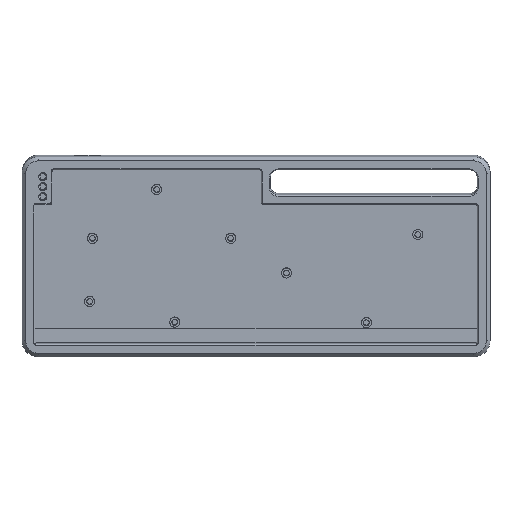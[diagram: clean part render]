
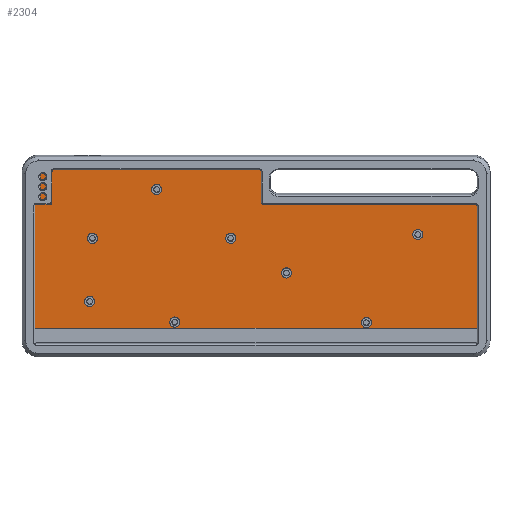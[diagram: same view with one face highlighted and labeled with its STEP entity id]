
A CAD part, top view. The second image highlights one B-rep face of the part: STEP entity #2304.
In plain terms, the highlighted planar face has unit normal (0, -0.052, 0.999).
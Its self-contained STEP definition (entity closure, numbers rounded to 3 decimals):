
#87=FACE_BOUND('',#436,.T.);
#88=FACE_BOUND('',#437,.T.);
#89=FACE_BOUND('',#438,.T.);
#90=FACE_BOUND('',#439,.T.);
#91=FACE_BOUND('',#440,.T.);
#92=FACE_BOUND('',#441,.T.);
#93=FACE_BOUND('',#442,.T.);
#94=FACE_BOUND('',#443,.T.);
#149=PLANE('',#2563);
#273=FACE_OUTER_BOUND('',#435,.T.);
#435=EDGE_LOOP('',(#1969,#1970,#1971,#1972,#1973,#1974,#1975,#1976,#1977,
#1978,#1979,#1980,#1981,#1982));
#436=EDGE_LOOP('',(#1983));
#437=EDGE_LOOP('',(#1984));
#438=EDGE_LOOP('',(#1985));
#439=EDGE_LOOP('',(#1986));
#440=EDGE_LOOP('',(#1987));
#441=EDGE_LOOP('',(#1988));
#442=EDGE_LOOP('',(#1989));
#443=EDGE_LOOP('',(#1990));
#531=LINE('',#3503,#731);
#538=LINE('',#3520,#738);
#542=LINE('',#3533,#742);
#543=LINE('',#3536,#743);
#549=LINE('',#3547,#749);
#614=LINE('',#3761,#814);
#627=LINE('',#3798,#827);
#634=LINE('',#3819,#834);
#636=LINE('',#3825,#836);
#637=LINE('',#3829,#837);
#731=VECTOR('',#2846,10.);
#738=VECTOR('',#2863,10.);
#742=VECTOR('',#2879,10.);
#743=VECTOR('',#2882,10.);
#749=VECTOR('',#2888,10.);
#814=VECTOR('',#3103,10.);
#827=VECTOR('',#3146,10.);
#834=VECTOR('',#3169,10.);
#836=VECTOR('',#3175,10.);
#837=VECTOR('',#3178,10.);
#896=CIRCLE('',#2387,2.75);
#898=CIRCLE('',#2391,2.75);
#900=CIRCLE('',#2395,2.75);
#902=CIRCLE('',#2399,2.75);
#904=CIRCLE('',#2403,2.75);
#906=CIRCLE('',#2407,2.75);
#908=CIRCLE('',#2411,2.75);
#910=CIRCLE('',#2415,2.75);
#969=CIRCLE('',#2540,1.);
#974=CIRCLE('',#2552,1.);
#975=CIRCLE('',#2564,1.);
#976=CIRCLE('',#2565,1.);
#997=VERTEX_POINT('',#3343);
#999=VERTEX_POINT('',#3350);
#1001=VERTEX_POINT('',#3357);
#1003=VERTEX_POINT('',#3364);
#1005=VERTEX_POINT('',#3371);
#1007=VERTEX_POINT('',#3378);
#1009=VERTEX_POINT('',#3385);
#1011=VERTEX_POINT('',#3392);
#1042=VERTEX_POINT('',#3489);
#1048=VERTEX_POINT('',#3501);
#1053=VERTEX_POINT('',#3519);
#1056=VERTEX_POINT('',#3531);
#1057=VERTEX_POINT('',#3535);
#1062=VERTEX_POINT('',#3545);
#1131=VERTEX_POINT('',#3758);
#1132=VERTEX_POINT('',#3760);
#1139=VERTEX_POINT('',#3790);
#1141=VERTEX_POINT('',#3796);
#1147=VERTEX_POINT('',#3817);
#1149=VERTEX_POINT('',#3824);
#1150=VERTEX_POINT('',#3826);
#1151=VERTEX_POINT('',#3828);
#1204=EDGE_CURVE('',#997,#997,#896,.T.);
#1207=EDGE_CURVE('',#999,#999,#898,.T.);
#1210=EDGE_CURVE('',#1001,#1001,#900,.T.);
#1213=EDGE_CURVE('',#1003,#1003,#902,.T.);
#1216=EDGE_CURVE('',#1005,#1005,#904,.T.);
#1219=EDGE_CURVE('',#1007,#1007,#906,.T.);
#1222=EDGE_CURVE('',#1009,#1009,#908,.T.);
#1225=EDGE_CURVE('',#1011,#1011,#910,.T.);
#1279=EDGE_CURVE('',#1042,#1048,#531,.T.);
#1287=EDGE_CURVE('',#1053,#1042,#538,.T.);
#1294=EDGE_CURVE('',#1056,#1048,#542,.T.);
#1295=EDGE_CURVE('',#1057,#1053,#543,.T.);
#1301=EDGE_CURVE('',#1056,#1062,#549,.T.);
#1406=EDGE_CURVE('',#1132,#1131,#614,.T.);
#1408=EDGE_CURVE('',#1131,#1057,#969,.T.);
#1422=EDGE_CURVE('',#1062,#1139,#974,.T.);
#1425=EDGE_CURVE('',#1139,#1141,#627,.T.);
#1435=EDGE_CURVE('',#1141,#1147,#634,.T.);
#1438=EDGE_CURVE('',#1147,#1149,#636,.T.);
#1439=EDGE_CURVE('',#1149,#1150,#975,.T.);
#1440=EDGE_CURVE('',#1150,#1151,#637,.T.);
#1441=EDGE_CURVE('',#1132,#1151,#976,.F.);
#1969=ORIENTED_EDGE('',*,*,#1279,.T.);
#1970=ORIENTED_EDGE('',*,*,#1294,.F.);
#1971=ORIENTED_EDGE('',*,*,#1301,.T.);
#1972=ORIENTED_EDGE('',*,*,#1422,.T.);
#1973=ORIENTED_EDGE('',*,*,#1425,.T.);
#1974=ORIENTED_EDGE('',*,*,#1435,.T.);
#1975=ORIENTED_EDGE('',*,*,#1438,.T.);
#1976=ORIENTED_EDGE('',*,*,#1439,.T.);
#1977=ORIENTED_EDGE('',*,*,#1440,.T.);
#1978=ORIENTED_EDGE('',*,*,#1441,.F.);
#1979=ORIENTED_EDGE('',*,*,#1406,.T.);
#1980=ORIENTED_EDGE('',*,*,#1408,.T.);
#1981=ORIENTED_EDGE('',*,*,#1295,.T.);
#1982=ORIENTED_EDGE('',*,*,#1287,.T.);
#1983=ORIENTED_EDGE('',*,*,#1204,.T.);
#1984=ORIENTED_EDGE('',*,*,#1207,.T.);
#1985=ORIENTED_EDGE('',*,*,#1210,.T.);
#1986=ORIENTED_EDGE('',*,*,#1213,.T.);
#1987=ORIENTED_EDGE('',*,*,#1216,.T.);
#1988=ORIENTED_EDGE('',*,*,#1219,.T.);
#1989=ORIENTED_EDGE('',*,*,#1222,.T.);
#1990=ORIENTED_EDGE('',*,*,#1225,.T.);
#2304=ADVANCED_FACE('',(#273,#87,#88,#89,#90,#91,#92,#93,#94),#149,.F.);
#2387=AXIS2_PLACEMENT_3D('',#3344,#2673,#2674);
#2391=AXIS2_PLACEMENT_3D('',#3351,#2682,#2683);
#2395=AXIS2_PLACEMENT_3D('',#3358,#2691,#2692);
#2399=AXIS2_PLACEMENT_3D('',#3365,#2700,#2701);
#2403=AXIS2_PLACEMENT_3D('',#3372,#2709,#2710);
#2407=AXIS2_PLACEMENT_3D('',#3379,#2718,#2719);
#2411=AXIS2_PLACEMENT_3D('',#3386,#2727,#2728);
#2415=AXIS2_PLACEMENT_3D('',#3393,#2736,#2737);
#2540=AXIS2_PLACEMENT_3D('',#3764,#3107,#3108);
#2552=AXIS2_PLACEMENT_3D('',#3792,#3140,#3141);
#2563=AXIS2_PLACEMENT_3D('',#3823,#3173,#3174);
#2564=AXIS2_PLACEMENT_3D('',#3827,#3176,#3177);
#2565=AXIS2_PLACEMENT_3D('',#3830,#3179,#3180);
#2673=DIRECTION('center_axis',(0.,0.052,
-0.999));
#2674=DIRECTION('ref_axis',(1.,0.,0.));
#2682=DIRECTION('center_axis',(0.,0.052,
-0.999));
#2683=DIRECTION('ref_axis',(1.,0.,0.));
#2691=DIRECTION('center_axis',(0.,0.052,
-0.999));
#2692=DIRECTION('ref_axis',(1.,0.,0.));
#2700=DIRECTION('center_axis',(0.,0.052,
-0.999));
#2701=DIRECTION('ref_axis',(1.,0.,0.));
#2709=DIRECTION('center_axis',(0.,0.052,
-0.999));
#2710=DIRECTION('ref_axis',(1.,0.,0.));
#2718=DIRECTION('center_axis',(0.,0.052,
-0.999));
#2719=DIRECTION('ref_axis',(1.,0.,0.));
#2727=DIRECTION('center_axis',(0.,0.052,
-0.999));
#2728=DIRECTION('ref_axis',(1.,0.,0.));
#2736=DIRECTION('center_axis',(0.,0.052,
-0.999));
#2737=DIRECTION('ref_axis',(1.,0.,0.));
#2846=DIRECTION('',(-1.,0.,0.));
#2863=DIRECTION('',(0.,0.999,0.052));
#2879=DIRECTION('',(0.,0.999,0.052));
#2882=DIRECTION('',(-1.,0.,0.));
#2888=DIRECTION('',(-1.,0.,0.));
#3103=DIRECTION('',(0.,0.999,0.052));
#3107=DIRECTION('center_axis',(0.,-0.052,
0.999));
#3108=DIRECTION('ref_axis',(0.707,0.706,0.037));
#3140=DIRECTION('center_axis',(0.,-0.052,
0.999));
#3141=DIRECTION('ref_axis',(-0.707,0.706,0.037));
#3146=DIRECTION('',(0.,-0.999,-0.052));
#3169=DIRECTION('',(1.,0.,0.));
#3173=DIRECTION('center_axis',(0.,0.052,
-0.999));
#3174=DIRECTION('ref_axis',(1.,0.,0.));
#3175=DIRECTION('',(0.,0.999,0.052));
#3176=DIRECTION('center_axis',(0.,-0.052,
0.999));
#3177=DIRECTION('ref_axis',(0.707,0.706,0.037));
#3178=DIRECTION('',(-1.,0.,0.));
#3179=DIRECTION('center_axis',(0.,0.052,
-0.999));
#3180=DIRECTION('ref_axis',(-0.707,-0.706,-0.037));
#3343=CARTESIAN_POINT('',(207.825,59.17,-0.07));
#3344=CARTESIAN_POINT('Origin',(210.575,59.17,-0.07));
#3350=CARTESIAN_POINT('',(26.975,22.321,-2.001));
#3351=CARTESIAN_POINT('Origin',(29.725,22.321,-2.001));
#3357=CARTESIAN_POINT('',(28.575,57.047,-0.181));
#3358=CARTESIAN_POINT('Origin',(31.325,57.047,-0.181));
#3364=CARTESIAN_POINT('',(73.925,10.887,-2.601));
#3365=CARTESIAN_POINT('Origin',(76.675,10.887,-2.601));
#3371=CARTESIAN_POINT('',(179.575,10.602,-2.616));
#3372=CARTESIAN_POINT('Origin',(182.325,10.602,-2.616));
#3378=CARTESIAN_POINT('',(104.775,57.047,-0.181));
#3379=CARTESIAN_POINT('Origin',(107.525,57.047,-0.181));
#3385=CARTESIAN_POINT('',(63.925,83.998,1.231));
#3386=CARTESIAN_POINT('Origin',(66.675,83.998,1.231));
#3392=CARTESIAN_POINT('',(135.425,38.024,-1.178));
#3393=CARTESIAN_POINT('Origin',(138.175,38.024,-1.178));
#3489=CARTESIAN_POINT('',(31.75,99.09,2.022));
#3501=CARTESIAN_POINT('',(25.4,99.09,2.022));
#3503=CARTESIAN_POINT('',(75.009,99.09,2.022));
#3519=CARTESIAN_POINT('',(31.75,95.595,1.839));
#3520=CARTESIAN_POINT('',(31.75,95.595,1.839));
#3531=CARTESIAN_POINT('',(25.4,95.595,1.839));
#3533=CARTESIAN_POINT('',(25.4,95.595,1.839));
#3535=CARTESIAN_POINT('',(123.325,95.595,1.839));
#3536=CARTESIAN_POINT('',(122.884,95.595,1.839));
#3545=CARTESIAN_POINT('',(0.5,95.595,1.839));
#3547=CARTESIAN_POINT('',(122.884,95.595,1.839));
#3758=CARTESIAN_POINT('',(124.325,94.596,1.786));
#3760=CARTESIAN_POINT('',(124.325,77.569,0.894));
#3761=CARTESIAN_POINT('',(124.325,62.053,0.081));
#3764=CARTESIAN_POINT('Origin',(123.325,94.596,1.786));
#3790=CARTESIAN_POINT('',(-0.5,94.596,1.786));
#3792=CARTESIAN_POINT('Origin',(0.5,94.596,1.786));
#3796=CARTESIAN_POINT('',(-0.5,7.47,-2.78));
#3798=CARTESIAN_POINT('',(-0.5,71.565,0.579));
#3817=CARTESIAN_POINT('',(243.388,7.47,-2.78));
#3819=CARTESIAN_POINT('',(121.444,7.47,-2.78));
#3823=CARTESIAN_POINT('Origin',(121.444,47.535,-0.68));
#3824=CARTESIAN_POINT('',(243.388,75.572,0.789));
#3825=CARTESIAN_POINT('',(243.388,23.506,-1.939));
#3826=CARTESIAN_POINT('',(242.388,76.571,0.842));
#3827=CARTESIAN_POINT('Origin',(242.388,75.572,0.789));
#3828=CARTESIAN_POINT('',(125.325,76.571,0.842));
#3829=CARTESIAN_POINT('',(182.416,76.571,0.842));
#3830=CARTESIAN_POINT('Origin',(125.325,77.569,0.894));
